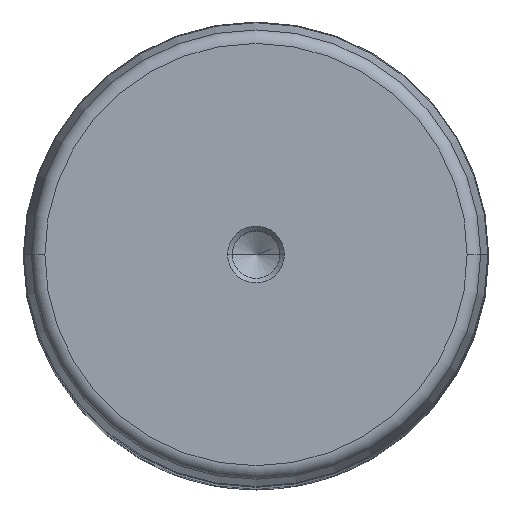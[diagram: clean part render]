
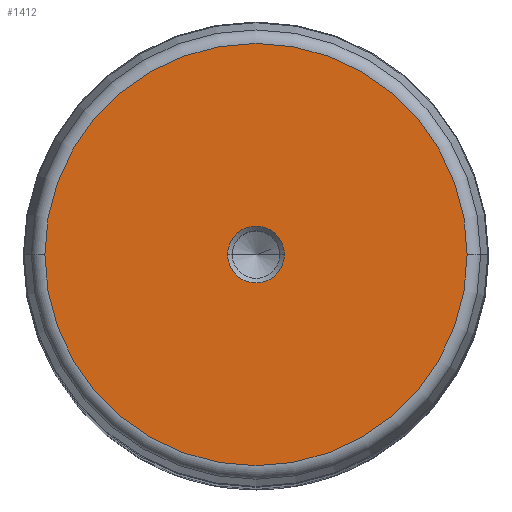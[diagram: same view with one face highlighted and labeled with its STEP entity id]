
A CAD part, top view. The second image highlights one B-rep face of the part: STEP entity #1412.
In plain terms, the highlighted planar face has unit normal (0, 0, 1).
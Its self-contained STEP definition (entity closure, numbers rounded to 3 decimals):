
#84 = DIRECTION ( 'NONE',  ( 1., 0., 0. ) ) ;
#108 = AXIS2_PLACEMENT_3D ( 'NONE', #2439, #2414, #473 ) ;
#223 = CIRCLE ( 'NONE', #690, 45.379 ) ;
#284 = AXIS2_PLACEMENT_3D ( 'NONE', #2121, #948, #1849 ) ;
#386 = VERTEX_POINT ( 'NONE', #3336 ) ;
#473 = DIRECTION ( 'NONE',  ( -1., 0., 0. ) ) ;
#663 = DIRECTION ( 'NONE',  ( 0., 0., -1. ) ) ;
#690 = AXIS2_PLACEMENT_3D ( 'NONE', #1058, #3057, #3678 ) ;
#707 = CARTESIAN_POINT ( 'NONE',  ( 0., 0., 355. ) ) ;
#756 = EDGE_CURVE ( 'NONE', #386, #1824, #3533, .T. ) ;
#856 = CARTESIAN_POINT ( 'NONE',  ( -6.1, 0., 355. ) ) ;
#901 = AXIS2_PLACEMENT_3D ( 'NONE', #707, #3353, #3037 ) ;
#948 = DIRECTION ( 'NONE',  ( 0., 0., -1. ) ) ;
#1040 = ORIENTED_EDGE ( 'NONE', *, *, #756, .T. ) ;
#1058 = CARTESIAN_POINT ( 'NONE',  ( 0., 0., 355. ) ) ;
#1173 = EDGE_LOOP ( 'NONE', ( #1040, #1907 ) ) ;
#1412 = ADVANCED_FACE ( 'NONE', ( #2184, #2961 ), #2405, .T. ) ;
#1443 = EDGE_LOOP ( 'NONE', ( #2294, #1865 ) ) ;
#1445 = CARTESIAN_POINT ( 'NONE',  ( 45.379, 0., 355. ) ) ;
#1449 = VERTEX_POINT ( 'NONE', #3647 ) ;
#1469 = CIRCLE ( 'NONE', #284, 6.1 ) ;
#1474 = AXIS2_PLACEMENT_3D ( 'NONE', #2542, #663, #84 ) ;
#1824 = VERTEX_POINT ( 'NONE', #856 ) ;
#1849 = DIRECTION ( 'NONE',  ( 1., 0., 0. ) ) ;
#1865 = ORIENTED_EDGE ( 'NONE', *, *, #2767, .F. ) ;
#1907 = ORIENTED_EDGE ( 'NONE', *, *, #3324, .T. ) ;
#2101 = EDGE_CURVE ( 'NONE', #1449, #3255, #3162, .T. ) ;
#2121 = CARTESIAN_POINT ( 'NONE',  ( 0., 0., 355. ) ) ;
#2184 = FACE_BOUND ( 'NONE', #1173, .T. ) ;
#2294 = ORIENTED_EDGE ( 'NONE', *, *, #2101, .F. ) ;
#2405 = PLANE ( 'NONE',  #901 ) ;
#2414 = DIRECTION ( 'NONE',  ( 0., 0., -1. ) ) ;
#2439 = CARTESIAN_POINT ( 'NONE',  ( 0., 0., 355. ) ) ;
#2542 = CARTESIAN_POINT ( 'NONE',  ( 0., 0., 355. ) ) ;
#2767 = EDGE_CURVE ( 'NONE', #3255, #1449, #223, .T. ) ;
#2961 = FACE_OUTER_BOUND ( 'NONE', #1443, .T. ) ;
#3037 = DIRECTION ( 'NONE',  ( 1., 0., 0. ) ) ;
#3057 = DIRECTION ( 'NONE',  ( 0., 0., -1. ) ) ;
#3162 = CIRCLE ( 'NONE', #108, 45.379 ) ;
#3255 = VERTEX_POINT ( 'NONE', #1445 ) ;
#3324 = EDGE_CURVE ( 'NONE', #1824, #386, #1469, .T. ) ;
#3336 = CARTESIAN_POINT ( 'NONE',  ( 6.1, 0., 355. ) ) ;
#3353 = DIRECTION ( 'NONE',  ( 0., 0., 1. ) ) ;
#3533 = CIRCLE ( 'NONE', #1474, 6.1 ) ;
#3647 = CARTESIAN_POINT ( 'NONE',  ( -45.379, 0., 355. ) ) ;
#3678 = DIRECTION ( 'NONE',  ( -1., 0., 0. ) ) ;
